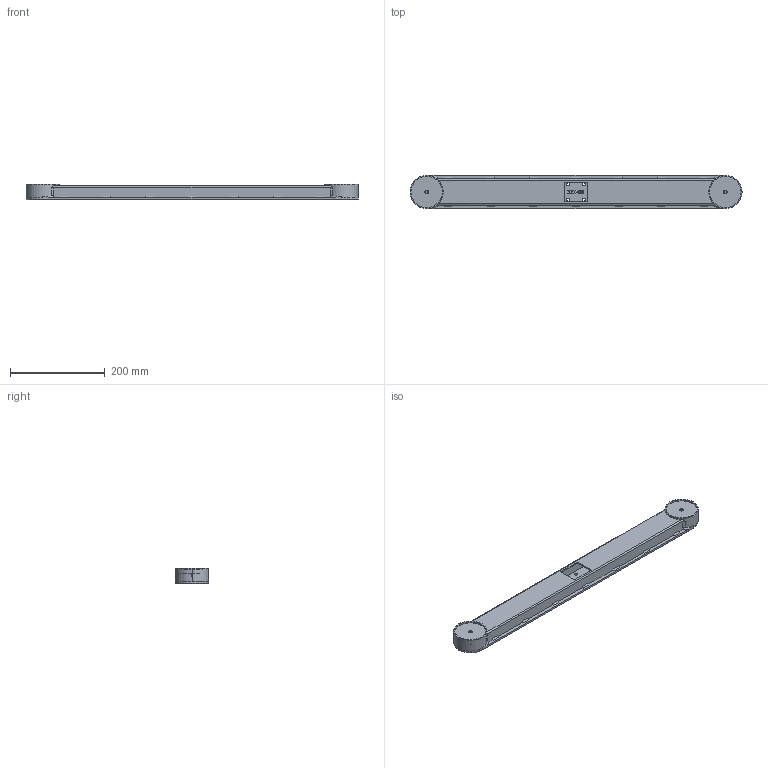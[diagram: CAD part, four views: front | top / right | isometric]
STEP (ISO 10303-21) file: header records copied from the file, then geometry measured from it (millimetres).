
FILE_DESCRIPTION((''),'2;1');
FILE_NAME('JS36DC-0127','2021-01-06T17:06:13',('sa'),('捷昌驱动'),'CREO PARAMETRIC BY PTC INC, 2018100','CREO PARAMETRIC BY PTC INC, 2018100','');
FILE_SCHEMA(('CONFIG_CONTROL_DESIGN'));
Length unit declared in the file: millimetre
Products named in the file (1): JS36DC-0127
Bounding box: 700 x 70 x 33 mm (x, y, z)
Volume: 463328 mm3; surface area: 243065.7 mm2
Topology: 1 solids, 3 shells, 278 faces, 774 edges, 514 vertices
Faces by surface type: plane 236, cylinder 32, cone 10
Entity records: 8879 total; most frequent: CARTESIAN_POINT 1617, ORIENTED_EDGE 1540, DIRECTION 1406, EDGE_CURVE 774, VECTOR 676, LINE 676, VERTEX_POINT 514, AXIS2_PLACEMENT_3D 365
